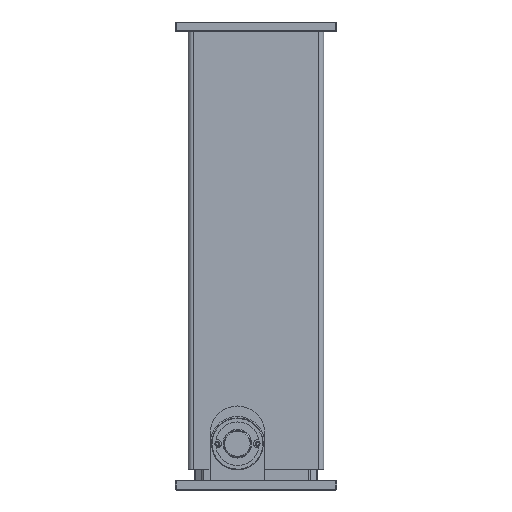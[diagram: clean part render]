
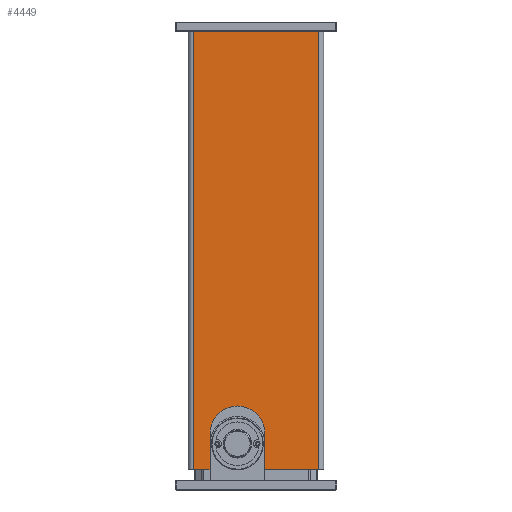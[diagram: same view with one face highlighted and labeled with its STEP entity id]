
A CAD part, top view. The second image highlights one B-rep face of the part: STEP entity #4449.
In plain terms, the highlighted face is planar.
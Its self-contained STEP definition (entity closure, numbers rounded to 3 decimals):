
#44 = CARTESIAN_POINT ( 'NONE',  ( 77., 96.4, -60. ) ) ;
#69 = VECTOR ( 'NONE', #6099, 1000. ) ;
#93 = VERTEX_POINT ( 'NONE', #6854 ) ;
#277 = EDGE_CURVE ( 'NONE', #8384, #7451, #1799, .T. ) ;
#298 = CARTESIAN_POINT ( 'NONE',  ( 111., 96.4, -15. ) ) ;
#407 = DIRECTION ( 'NONE',  ( 1., 0., 0. ) ) ;
#487 = EDGE_CURVE ( 'NONE', #1179, #10413, #4020, .T. ) ;
#579 = CARTESIAN_POINT ( 'NONE',  ( 111., 96.4, -15. ) ) ;
#685 = DIRECTION ( 'NONE',  ( 0., 0., 1. ) ) ;
#817 = DIRECTION ( 'NONE',  ( 0., 0., -1. ) ) ;
#940 = ORIENTED_EDGE ( 'NONE', *, *, #487, .F. ) ;
#945 = AXIS2_PLACEMENT_3D ( 'NONE', #44, #6041, #4366 ) ;
#1179 = VERTEX_POINT ( 'NONE', #2058 ) ;
#1225 = DIRECTION ( 'NONE',  ( 0., 0., -1. ) ) ;
#1463 = ORIENTED_EDGE ( 'NONE', *, *, #2717, .T. ) ;
#1589 = CARTESIAN_POINT ( 'NONE',  ( 22., 96.4, -15. ) ) ;
#1703 = VECTOR ( 'NONE', #7624, 1000. ) ;
#1799 = CIRCLE ( 'NONE', #945, 34. ) ;
#1843 = CARTESIAN_POINT ( 'NONE',  ( 111., 96.4, -60. ) ) ;
#2058 = CARTESIAN_POINT ( 'NONE',  ( 22., 96.4, -558. ) ) ;
#2184 = DIRECTION ( 'NONE',  ( 0., 0., -1. ) ) ;
#2242 = EDGE_CURVE ( 'NONE', #7017, #93, #10724, .T. ) ;
#2352 = VECTOR ( 'NONE', #817, 1000. ) ;
#2713 = LINE ( 'NONE', #579, #8917 ) ;
#2717 = EDGE_CURVE ( 'NONE', #9064, #7451, #3184, .T. ) ;
#2925 = EDGE_CURVE ( 'NONE', #8273, #9064, #3825, .T. ) ;
#3110 = AXIS2_PLACEMENT_3D ( 'NONE', #6846, #3505, #6049 ) ;
#3184 = LINE ( 'NONE', #10417, #2352 ) ;
#3505 = DIRECTION ( 'NONE',  ( 0., 1., 0. ) ) ;
#3713 = CARTESIAN_POINT ( 'NONE',  ( 43., 96.4, -15. ) ) ;
#3825 = LINE ( 'NONE', #1589, #69 ) ;
#4020 = LINE ( 'NONE', #9403, #1703 ) ;
#4184 = ORIENTED_EDGE ( 'NONE', *, *, #2242, .T. ) ;
#4246 = EDGE_CURVE ( 'NONE', #1179, #8273, #10568, .T. ) ;
#4366 = DIRECTION ( 'NONE',  ( 1., 0., 0. ) ) ;
#4449 = ADVANCED_FACE ( 'NONE', ( #6940 ), #7846, .T. ) ;
#4531 = VECTOR ( 'NONE', #407, 1000. ) ;
#4672 = EDGE_CURVE ( 'NONE', #93, #10413, #5584, .T. ) ;
#5584 = LINE ( 'NONE', #6373, #10292 ) ;
#6041 = DIRECTION ( 'NONE',  ( 0., 1., 0. ) ) ;
#6049 = DIRECTION ( 'NONE',  ( 1., 0., 0. ) ) ;
#6099 = DIRECTION ( 'NONE',  ( 1., 0., 0. ) ) ;
#6121 = CARTESIAN_POINT ( 'NONE',  ( 178., 96.4, -558. ) ) ;
#6254 = ORIENTED_EDGE ( 'NONE', *, *, #277, .F. ) ;
#6323 = CARTESIAN_POINT ( 'NONE',  ( 43., 96.4, -60. ) ) ;
#6373 = CARTESIAN_POINT ( 'NONE',  ( 178., 96.4, -15. ) ) ;
#6768 = ORIENTED_EDGE ( 'NONE', *, *, #4672, .T. ) ;
#6846 = CARTESIAN_POINT ( 'NONE',  ( 16., 96.4, -15. ) ) ;
#6854 = CARTESIAN_POINT ( 'NONE',  ( 178., 96.4, -15. ) ) ;
#6940 = FACE_OUTER_BOUND ( 'NONE', #10879, .T. ) ;
#7017 = VERTEX_POINT ( 'NONE', #8467 ) ;
#7451 = VERTEX_POINT ( 'NONE', #6323 ) ;
#7476 = VECTOR ( 'NONE', #685, 1000. ) ;
#7624 = DIRECTION ( 'NONE',  ( 1., 0., 0. ) ) ;
#7846 = PLANE ( 'NONE',  #3110 ) ;
#8273 = VERTEX_POINT ( 'NONE', #8592 ) ;
#8384 = VERTEX_POINT ( 'NONE', #1843 ) ;
#8467 = CARTESIAN_POINT ( 'NONE',  ( 111., 96.4, -15. ) ) ;
#8592 = CARTESIAN_POINT ( 'NONE',  ( 22., 96.4, -15. ) ) ;
#8917 = VECTOR ( 'NONE', #2184, 1000. ) ;
#9064 = VERTEX_POINT ( 'NONE', #3713 ) ;
#9106 = EDGE_CURVE ( 'NONE', #7017, #8384, #2713, .T. ) ;
#9278 = ORIENTED_EDGE ( 'NONE', *, *, #2925, .T. ) ;
#9403 = CARTESIAN_POINT ( 'NONE',  ( 22., 96.4, -558. ) ) ;
#9668 = ORIENTED_EDGE ( 'NONE', *, *, #4246, .T. ) ;
#10185 = CARTESIAN_POINT ( 'NONE',  ( 22., 96.4, -558. ) ) ;
#10292 = VECTOR ( 'NONE', #1225, 1000. ) ;
#10372 = ORIENTED_EDGE ( 'NONE', *, *, #9106, .F. ) ;
#10413 = VERTEX_POINT ( 'NONE', #6121 ) ;
#10417 = CARTESIAN_POINT ( 'NONE',  ( 43., 96.4, -15. ) ) ;
#10568 = LINE ( 'NONE', #10185, #7476 ) ;
#10724 = LINE ( 'NONE', #298, #4531 ) ;
#10879 = EDGE_LOOP ( 'NONE', ( #9278, #1463, #6254, #10372, #4184, #6768, #940, #9668 ) ) ;
